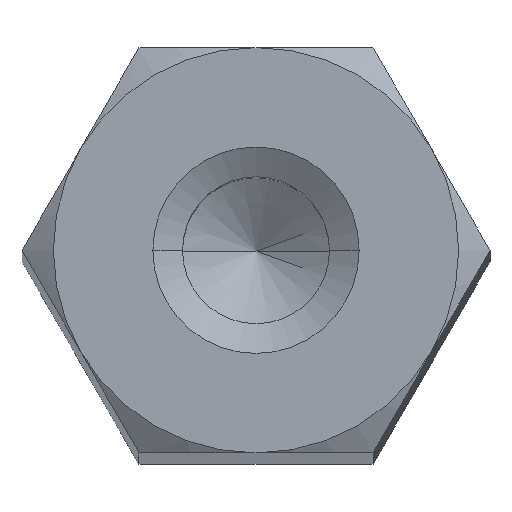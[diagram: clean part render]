
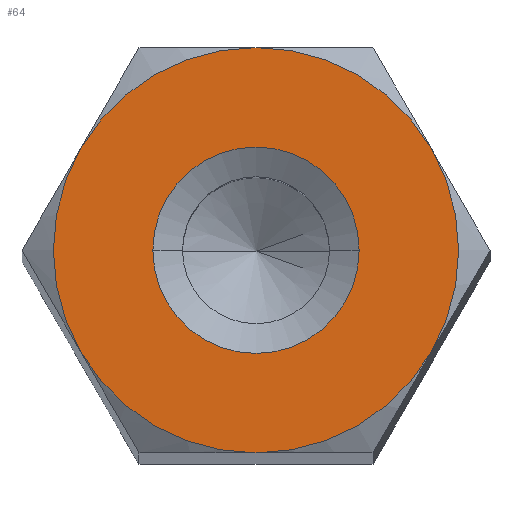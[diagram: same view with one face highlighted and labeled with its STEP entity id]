
A CAD part, top view. The second image highlights one B-rep face of the part: STEP entity #64.
In plain terms, the highlighted planar face has unit normal (0, 0, 1).
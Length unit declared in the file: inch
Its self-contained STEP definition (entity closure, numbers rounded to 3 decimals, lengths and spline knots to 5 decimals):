
#16 = CARTESIAN_POINT ( 'NONE',  ( -0.1063, 0.06138, 2. ) ) ;
#19 = AXIS2_PLACEMENT_3D ( 'NONE', #175, #765, #259 ) ;
#21 = CIRCLE ( 'NONE', #277, 0.12275 ) ;
#62 = VERTEX_POINT ( 'NONE', #373 ) ;
#64 = ADVANCED_FACE ( 'NONE', ( #630, #444 ), #972, .T. ) ;
#79 = EDGE_CURVE ( 'NONE', #956, #692, #1089, .T. ) ;
#96 = DIRECTION ( 'NONE',  ( 0., 0., 1. ) ) ;
#98 = ORIENTED_EDGE ( 'NONE', *, *, #724, .T. ) ;
#107 = CARTESIAN_POINT ( 'NONE',  ( 0., 0., 2. ) ) ;
#112 = VERTEX_POINT ( 'NONE', #226 ) ;
#138 = DIRECTION ( 'NONE',  ( 0., 0., 1. ) ) ;
#148 = EDGE_CURVE ( 'NONE', #720, #62, #830, .T. ) ;
#149 = CIRCLE ( 'NONE', #749, 0.0625 ) ;
#175 = CARTESIAN_POINT ( 'NONE',  ( 0., 0., 2. ) ) ;
#194 = EDGE_CURVE ( 'NONE', #62, #720, #149, .T. ) ;
#196 = DIRECTION ( 'NONE',  ( 1., 0., 0. ) ) ;
#218 = CARTESIAN_POINT ( 'NONE',  ( 0., 0., 2. ) ) ;
#219 = DIRECTION ( 'NONE',  ( 0., 0., 1. ) ) ;
#223 = EDGE_LOOP ( 'NONE', ( #357, #665, #567, #732, #98, #968 ) ) ;
#226 = CARTESIAN_POINT ( 'NONE',  ( -0.1063, -0.06137, 2. ) ) ;
#259 = DIRECTION ( 'NONE',  ( 1., 0., 0. ) ) ;
#277 = AXIS2_PLACEMENT_3D ( 'NONE', #597, #96, #687 ) ;
#321 = CARTESIAN_POINT ( 'NONE',  ( 0., 0., 2. ) ) ;
#322 = DIRECTION ( 'NONE',  ( 0., 0., 1. ) ) ;
#328 = CARTESIAN_POINT ( 'NONE',  ( 0., 0.12275, 2. ) ) ;
#357 = ORIENTED_EDGE ( 'NONE', *, *, #430, .T. ) ;
#373 = CARTESIAN_POINT ( 'NONE',  ( 0.0625, 0., 2. ) ) ;
#392 = AXIS2_PLACEMENT_3D ( 'NONE', #637, #138, #725 ) ;
#409 = DIRECTION ( 'NONE',  ( 0., -1., 0. ) ) ;
#413 = CIRCLE ( 'NONE', #675, 0.12275 ) ;
#419 = ORIENTED_EDGE ( 'NONE', *, *, #148, .F. ) ;
#430 = EDGE_CURVE ( 'NONE', #828, #956, #413, .T. ) ;
#444 = FACE_OUTER_BOUND ( 'NONE', #223, .T. ) ;
#449 = DIRECTION ( 'NONE',  ( 0., 0., 1. ) ) ;
#468 = AXIS2_PLACEMENT_3D ( 'NONE', #1059, #219, #808 ) ;
#498 = VERTEX_POINT ( 'NONE', #610 ) ;
#566 = CIRCLE ( 'NONE', #767, 0.12275 ) ;
#567 = ORIENTED_EDGE ( 'NONE', *, *, #1061, .T. ) ;
#573 = CARTESIAN_POINT ( 'NONE',  ( 0.1063, 0.06138, 2. ) ) ;
#574 = AXIS2_PLACEMENT_3D ( 'NONE', #107, #698, #196 ) ;
#597 = CARTESIAN_POINT ( 'NONE',  ( 0., 0., 2. ) ) ;
#602 = EDGE_CURVE ( 'NONE', #498, #828, #566, .T. ) ;
#605 = CIRCLE ( 'NONE', #19, 0.12275 ) ;
#610 = CARTESIAN_POINT ( 'NONE',  ( 0., -0.12275, 2. ) ) ;
#630 = FACE_BOUND ( 'NONE', #1037, .T. ) ;
#637 = CARTESIAN_POINT ( 'NONE',  ( 0., 0., 2. ) ) ;
#665 = ORIENTED_EDGE ( 'NONE', *, *, #79, .T. ) ;
#675 = AXIS2_PLACEMENT_3D ( 'NONE', #218, #806, #797 ) ;
#687 = DIRECTION ( 'NONE',  ( 1., 0., 0. ) ) ;
#692 = VERTEX_POINT ( 'NONE', #328 ) ;
#698 = DIRECTION ( 'NONE',  ( 0., 0., 1. ) ) ;
#720 = VERTEX_POINT ( 'NONE', #839 ) ;
#724 = EDGE_CURVE ( 'NONE', #112, #498, #605, .T. ) ;
#725 = DIRECTION ( 'NONE',  ( 1., 0., 0. ) ) ;
#732 = ORIENTED_EDGE ( 'NONE', *, *, #948, .T. ) ;
#746 = VERTEX_POINT ( 'NONE', #16 ) ;
#749 = AXIS2_PLACEMENT_3D ( 'NONE', #955, #449, #1038 ) ;
#765 = DIRECTION ( 'NONE',  ( 0., 0., 1. ) ) ;
#767 = AXIS2_PLACEMENT_3D ( 'NONE', #321, #920, #409 ) ;
#797 = DIRECTION ( 'NONE',  ( 1., 0., 0. ) ) ;
#806 = DIRECTION ( 'NONE',  ( 0., 0., 1. ) ) ;
#808 = DIRECTION ( 'NONE',  ( 1., 0., 0. ) ) ;
#828 = VERTEX_POINT ( 'NONE', #1072 ) ;
#830 = CIRCLE ( 'NONE', #574, 0.0625 ) ;
#836 = CARTESIAN_POINT ( 'NONE',  ( 0., 0., 2. ) ) ;
#839 = CARTESIAN_POINT ( 'NONE',  ( -0.0625, 0., 2. ) ) ;
#892 = CIRCLE ( 'NONE', #1085, 0.12275 ) ;
#896 = ORIENTED_EDGE ( 'NONE', *, *, #194, .F. ) ;
#920 = DIRECTION ( 'NONE',  ( 0., 0., 1. ) ) ;
#923 = DIRECTION ( 'NONE',  ( 1., 0., 0. ) ) ;
#948 = EDGE_CURVE ( 'NONE', #746, #112, #892, .T. ) ;
#955 = CARTESIAN_POINT ( 'NONE',  ( 0., 0., 2. ) ) ;
#956 = VERTEX_POINT ( 'NONE', #573 ) ;
#968 = ORIENTED_EDGE ( 'NONE', *, *, #602, .T. ) ;
#972 = PLANE ( 'NONE',  #468 ) ;
#1037 = EDGE_LOOP ( 'NONE', ( #896, #419 ) ) ;
#1038 = DIRECTION ( 'NONE',  ( 1., 0., 0. ) ) ;
#1059 = CARTESIAN_POINT ( 'NONE',  ( 0.21261, 0.12275, 2. ) ) ;
#1061 = EDGE_CURVE ( 'NONE', #692, #746, #21, .T. ) ;
#1072 = CARTESIAN_POINT ( 'NONE',  ( 0.1063, -0.06137, 2. ) ) ;
#1085 = AXIS2_PLACEMENT_3D ( 'NONE', #836, #322, #923 ) ;
#1089 = CIRCLE ( 'NONE', #392, 0.12275 ) ;
